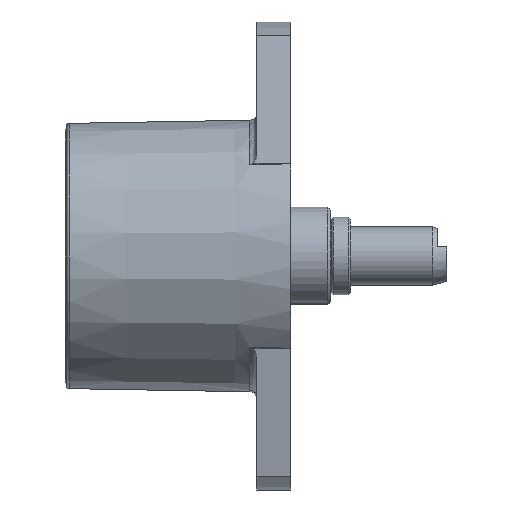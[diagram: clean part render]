
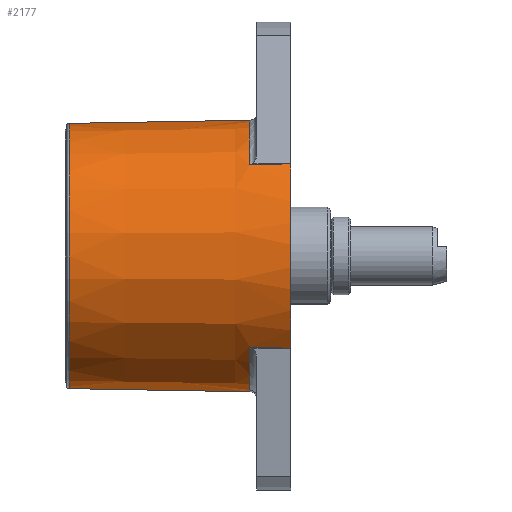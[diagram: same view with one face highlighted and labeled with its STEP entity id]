
A CAD part, left-side view. The second image highlights one B-rep face of the part: STEP entity #2177.
In plain terms, the highlighted conical face has half-angle 1 degrees and reference radius 14 mm.
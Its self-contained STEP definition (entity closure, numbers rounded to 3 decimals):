
#1731 = VERTEX_POINT ( 'NONE', #4003 ) ;
#1827 = VERTEX_POINT ( 'NONE', #4108 ) ;
#1848 = EDGE_CURVE ( 'NONE', #1849, #1827, #4086, .T. ) ;
#1849 = VERTEX_POINT ( 'NONE', #4081 ) ;
#1937 = VERTEX_POINT ( 'NONE', #4542 ) ;
#1976 = ORIENTED_EDGE ( 'NONE', *, *, #1977, .T. ) ;
#1977 = EDGE_CURVE ( 'NONE', #2186, #2195, #4680, .T. ) ;
#1978 = VERTEX_POINT ( 'NONE', #4635 ) ;
#1984 = ORIENTED_EDGE ( 'NONE', *, *, #1848, .T. ) ;
#1985 = ORIENTED_EDGE ( 'NONE', *, *, #1986, .T. ) ;
#1986 = EDGE_CURVE ( 'NONE', #1827, #1937, #4686, .T. ) ;
#1991 = EDGE_CURVE ( 'NONE', #1937, #1731, #4670, .T. ) ;
#2045 = ORIENTED_EDGE ( 'NONE', *, *, #1991, .T. ) ;
#2048 = VERTEX_POINT ( 'NONE', #4777 ) ;
#2154 = ORIENTED_EDGE ( 'NONE', *, *, #2155, .T. ) ;
#2155 = EDGE_CURVE ( 'NONE', #2195, #1978, #2832, .T. ) ;
#2177 = ADVANCED_FACE ( 'NONE', ( #2992 ), #2991, .T. ) ;
#2185 = ORIENTED_EDGE ( 'NONE', *, *, #2193, .T. ) ;
#2186 = VERTEX_POINT ( 'NONE', #3001 ) ;
#2188 = ORIENTED_EDGE ( 'NONE', *, *, #2189, .F. ) ;
#2189 = EDGE_CURVE ( 'NONE', #2186, #2048, #3023, .T. ) ;
#2193 = EDGE_CURVE ( 'Kante5', #1731, #2048, #2954, .T. ) ;
#2195 = VERTEX_POINT ( 'NONE', #2949 ) ;
#2234 = EDGE_LOOP ( 'NONE', ( #1984, #1985, #2045, #2185, #2188, #1976, #2154, #2284 ) ) ;
#2284 = ORIENTED_EDGE ( 'NONE', *, *, #2285, .F. ) ;
#2285 = EDGE_CURVE ( 'NONE', #1849, #1978, #3184, .T. ) ;
#2825 = DIRECTION ( 'NONE',  ( 1., 0., 0. ) ) ;
#2826 = DIRECTION ( 'NONE',  ( 0., 0., -1. ) ) ;
#2830 = CARTESIAN_POINT ( 'NONE',  ( 0., 0., 13.112 ) ) ;
#2831 = AXIS2_PLACEMENT_3D ( 'NONE', #2830, #2826, #2825 ) ;
#2832 = CIRCLE ( 'NONE', #2831, 13.927 ) ;
#2920 = DIRECTION ( 'NONE',  ( 1., 0., 0. ) ) ;
#2921 = DIRECTION ( 'NONE',  ( 0., 0., 1. ) ) ;
#2922 = CARTESIAN_POINT ( 'NONE',  ( 0., 0., 17.3 ) ) ;
#2923 = AXIS2_PLACEMENT_3D ( 'NONE', #2922, #2921, #2920 ) ;
#2949 = CARTESIAN_POINT ( 'NONE',  ( 9.349, 10.322, 13.112 ) ) ;
#2950 = CARTESIAN_POINT ( 'NONE',  ( -9.458, 10.322, 17.3 ) ) ;
#2951 = CARTESIAN_POINT ( 'NONE',  ( -9.422, 10.322, 15.904 ) ) ;
#2952 = CARTESIAN_POINT ( 'NONE',  ( -9.386, 10.322, 14.508 ) ) ;
#2953 = CARTESIAN_POINT ( 'NONE',  ( -9.349, 10.322, 13.112 ) ) ;
#2954 = B_SPLINE_CURVE_WITH_KNOTS ( 'NONE', 3,
 ( #2953, #2952, #2951, #2950 ),
 .UNSPECIFIED., .F., .F.,
 ( 4, 4 ),
 ( 0.025, 0.029 ),
 .UNSPECIFIED. ) ;
#2991 = CONICAL_SURFACE ( 'NONE', #2923, 14., 0.017 ) ;
#2992 = FACE_OUTER_BOUND ( 'NONE', #2234, .T. ) ;
#3001 = CARTESIAN_POINT ( 'NONE',  ( 9.458, 10.322, 17.3 ) ) ;
#3019 = DIRECTION ( 'NONE',  ( 1., 0., 0. ) ) ;
#3020 = DIRECTION ( 'NONE',  ( 0., 0., 1. ) ) ;
#3021 = CARTESIAN_POINT ( 'NONE',  ( 0., 0., 17.3 ) ) ;
#3022 = AXIS2_PLACEMENT_3D ( 'NONE', #3021, #3020, #3019 ) ;
#3023 = CIRCLE ( 'NONE', #3022, 14. ) ;
#3181 = DIRECTION ( 'NONE',  ( 0.017, 0., 1. ) ) ;
#3182 = VECTOR ( 'NONE', #3181, 1000. ) ;
#3183 = CARTESIAN_POINT ( 'NONE',  ( 14., 0., 17.3 ) ) ;
#3184 = LINE ( 'NONE', #3183, #3182 ) ;
#4003 = CARTESIAN_POINT ( 'NONE',  ( -9.349, 10.322, 13.112 ) ) ;
#4081 = CARTESIAN_POINT ( 'NONE',  ( 13.604, 0., -5.405 ) ) ;
#4082 = DIRECTION ( 'NONE',  ( -1., 0., 0. ) ) ;
#4083 = DIRECTION ( 'NONE',  ( 0., 0., 1. ) ) ;
#4084 = CARTESIAN_POINT ( 'NONE',  ( 0., 0., -5.405 ) ) ;
#4085 = AXIS2_PLACEMENT_3D ( 'NONE', #4084, #4083, #4082 ) ;
#4086 = CIRCLE ( 'NONE', #4085, 13.604 ) ;
#4108 = CARTESIAN_POINT ( 'NONE',  ( -13.604, 0., -5.405 ) ) ;
#4542 = CARTESIAN_POINT ( 'NONE',  ( -13.927, 0., 13.112 ) ) ;
#4622 = VECTOR ( 'NONE', #4697, 1000. ) ;
#4635 = CARTESIAN_POINT ( 'NONE',  ( 13.927, 0., 13.112 ) ) ;
#4636 = CARTESIAN_POINT ( 'NONE',  ( 9.349, 10.322, 13.112 ) ) ;
#4637 = CARTESIAN_POINT ( 'NONE',  ( 9.386, 10.322, 14.508 ) ) ;
#4640 = CARTESIAN_POINT ( 'NONE',  ( 9.422, 10.322, 15.904 ) ) ;
#4641 = CARTESIAN_POINT ( 'NONE',  ( 9.458, 10.322, 17.3 ) ) ;
#4667 = DIRECTION ( 'NONE',  ( 1., 0., 0. ) ) ;
#4668 = DIRECTION ( 'NONE',  ( 0., 0., -1. ) ) ;
#4669 = AXIS2_PLACEMENT_3D ( 'NONE', #4693, #4668, #4667 ) ;
#4670 = CIRCLE ( 'NONE', #4669, 13.927 ) ;
#4680 = B_SPLINE_CURVE_WITH_KNOTS ( 'NONE', 3,
 ( #4641, #4640, #4637, #4636 ),
 .UNSPECIFIED., .F., .F.,
 ( 4, 4 ),
 ( 0.026, 0.03 ),
 .UNSPECIFIED. ) ;
#4686 = LINE ( 'NONE', #4698, #4622 ) ;
#4693 = CARTESIAN_POINT ( 'NONE',  ( 0., 0., 13.112 ) ) ;
#4697 = DIRECTION ( 'NONE',  ( -0.017, 0., 1. ) ) ;
#4698 = CARTESIAN_POINT ( 'NONE',  ( -14., 0., 17.3 ) ) ;
#4777 = CARTESIAN_POINT ( 'NONE',  ( -9.458, 10.322, 17.3 ) ) ;
